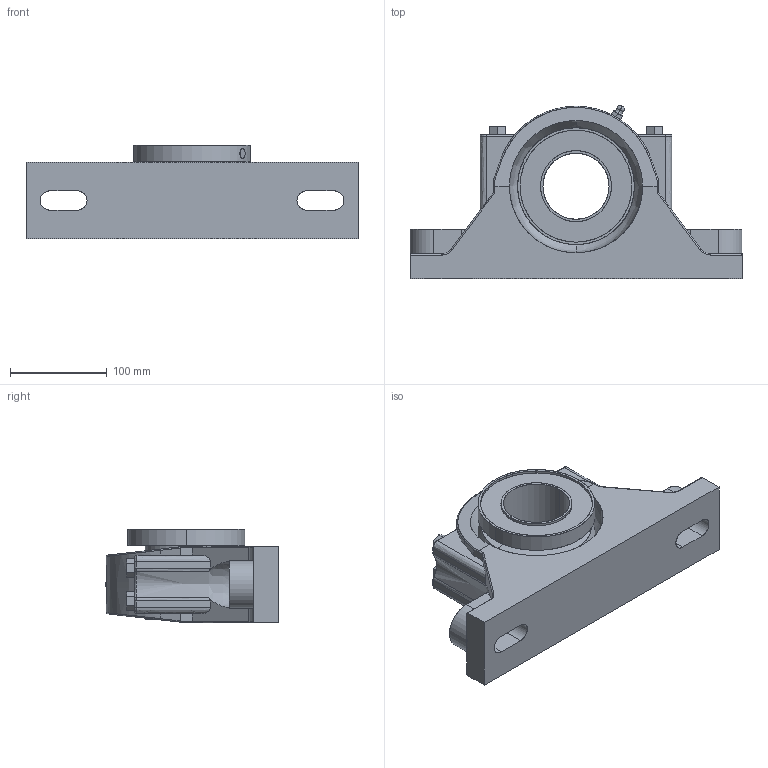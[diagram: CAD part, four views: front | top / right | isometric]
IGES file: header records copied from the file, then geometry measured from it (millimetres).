
Start section: SolidWorks IGES file using analytic representation for surfaces
Global section: file name: DRDEFAU08122134334687.igs; native system: SolidWorks 2017; preprocessor: SolidWorks 2017; author: partstream; date: 170812.213436; units: millimetre
Bounding box: 342.9 x 178.68 x 96.77 mm (x, y, z)
Surface area: 212814.5 mm2 (no closed solid volume)
Topology: 0 solids, 0 shells, 194 faces, 2845 edges, 2843 vertices
Faces by surface type: bspline 121, revolution 73
